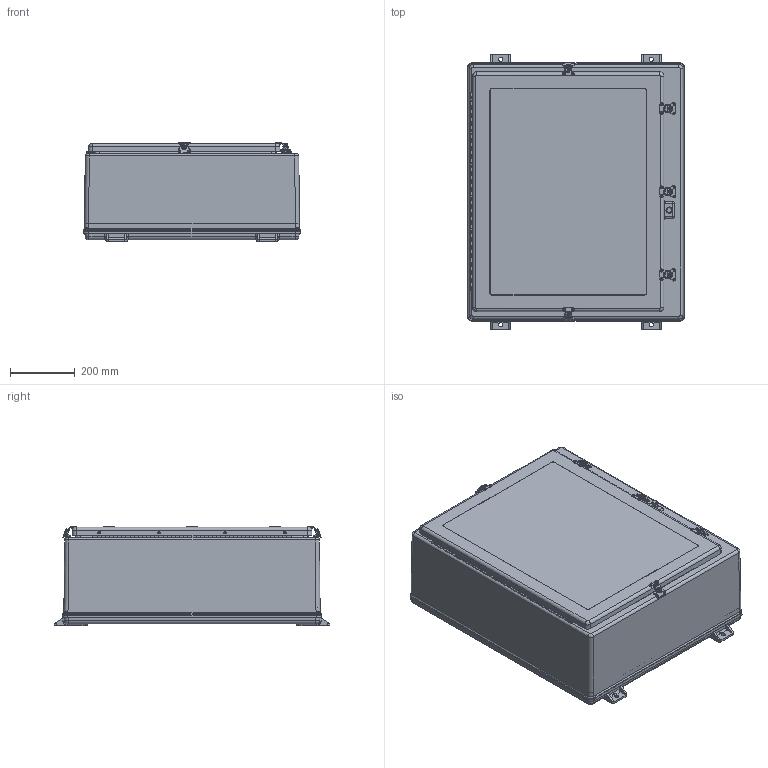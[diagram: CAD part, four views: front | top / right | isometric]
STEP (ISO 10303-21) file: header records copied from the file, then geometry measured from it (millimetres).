
FILE_DESCRIPTION (( 'STEP AP214' ), '1' );
FILE_NAME ('TW302410HWT.STEP', '2018-11-08T16:21:17', ( '' ), ( '' ), 'SwSTEP 2.0', 'SolidWorks 2018', '' );
FILE_SCHEMA (( 'AUTOMOTIVE_DESIGN' ));
Length unit declared in the file: inch
Products named in the file (1): TW302410HWT
Bounding box: 668.34 x 848.52 x 307.01 mm (x, y, z)
Volume: 12096350.5 mm3; surface area: 4308875.9 mm2
Topology: 68 solids, 68 shells, 1862 faces, 4474 edges, 2749 vertices
Faces by surface type: cylinder 722, plane 702, bspline 342, torus 52, cone 44
Full cylindrical faces by diameter (mm): 1.587 x16, 1.588 x4, 1.651 x8, 3.175 x49, 3.302 x54, 3.429 x10, 3.5 x10, 3.556 x20, 3.969 x10, 4.762 x4, 4.763 x6, 5.08 x10, 5.105 x1, 5.11 x1, 6.35 x1, 7.544 x8, 7.798 x4, 8.64 x2, 10.312 x1, 12.7 x2, 12.959 x2, 14.3 x8
Entity records: 94981 total; most frequent: CARTESIAN_POINT 29936, ORIENTED_EDGE 7924, DIRECTION 7908, EDGE_CURVE 3962, AXIS2_PLACEMENT_3D 2993, VERTEX_POINT 2653, EDGE_LOOP 2593, FACE_OUTER_BOUND 2200
